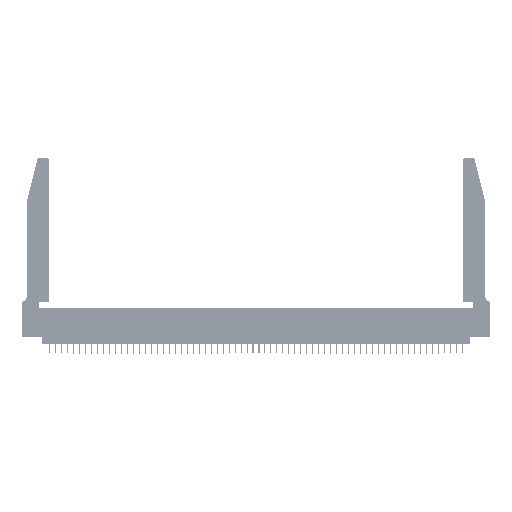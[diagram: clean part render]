
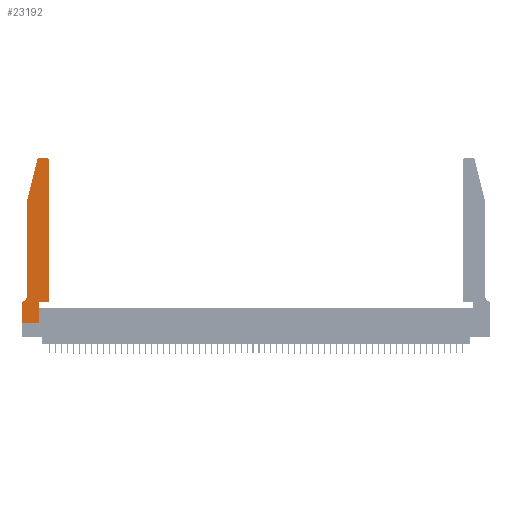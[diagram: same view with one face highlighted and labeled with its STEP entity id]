
A CAD part, top view. The second image highlights one B-rep face of the part: STEP entity #23192.
In plain terms, the highlighted planar face has unit normal (0, 0, 1).
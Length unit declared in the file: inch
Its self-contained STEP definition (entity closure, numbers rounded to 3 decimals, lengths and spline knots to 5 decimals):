
#604 = VERTEX_POINT ( 'NONE', #39728 ) ;
#1134 = CARTESIAN_POINT ( 'NONE',  ( 0.0055, 0.35, 0.37 ) ) ;
#1170 = LINE ( 'NONE', #46957, #45940 ) ;
#1901 = VERTEX_POINT ( 'NONE', #14212 ) ;
#3006 = ORIENTED_EDGE ( 'NONE', *, *, #49017, .T. ) ;
#3100 = VERTEX_POINT ( 'NONE', #3919 ) ;
#3346 = EDGE_CURVE ( 'NONE', #51981, #53354, #50859, .T. ) ;
#3919 = CARTESIAN_POINT ( 'NONE',  ( 0.4505, 2.72, 0.37 ) ) ;
#4126 = VECTOR ( 'NONE', #32458, 39.37008 ) ;
#4390 = CIRCLE ( 'NONE', #48885, 0.03 ) ;
#4930 = CARTESIAN_POINT ( 'NONE',  ( 0.284, 2.75, 0.37 ) ) ;
#4964 = EDGE_CURVE ( 'NONE', #19256, #51981, #1170, .T. ) ;
#5799 = DIRECTION ( 'NONE',  ( 1., 0., 0. ) ) ;
#8343 = CIRCLE ( 'NONE', #16497, 0.07 ) ;
#8535 = ORIENTED_EDGE ( 'NONE', *, *, #51356, .T. ) ;
#9881 = CARTESIAN_POINT ( 'NONE',  ( 0.2865, 0.35, 0.37 ) ) ;
#10770 = VERTEX_POINT ( 'NONE', #52330 ) ;
#11753 = CARTESIAN_POINT ( 'NONE',  ( 0.4205, 2.75, 0.37 ) ) ;
#13050 = VECTOR ( 'NONE', #32884, 39.37008 ) ;
#13739 = LINE ( 'NONE', #15783, #38791 ) ;
#13935 = CIRCLE ( 'NONE', #16158, 0.03 ) ;
#14212 = CARTESIAN_POINT ( 'NONE',  ( 0.25487, 2.72718, 0.37 ) ) ;
#15502 = ORIENTED_EDGE ( 'NONE', *, *, #44568, .T. ) ;
#15686 = ORIENTED_EDGE ( 'NONE', *, *, #27547, .T. ) ;
#15783 = CARTESIAN_POINT ( 'NONE',  ( 0.0755, 2., 0.37 ) ) ;
#16158 = AXIS2_PLACEMENT_3D ( 'NONE', #18548, #40685, #22882 ) ;
#16181 = EDGE_CURVE ( 'NONE', #56095, #19256, #46988, .T. ) ;
#16497 = AXIS2_PLACEMENT_3D ( 'NONE', #54341, #46410, #24791 ) ;
#16570 = VECTOR ( 'NONE', #41139, 39.37008 ) ;
#17114 = CARTESIAN_POINT ( 'NONE',  ( 0., 0., 0.37 ) ) ;
#18097 = DIRECTION ( 'NONE',  ( 0., 1., 0. ) ) ;
#18548 = CARTESIAN_POINT ( 'NONE',  ( 0.4205, 2.72, 0.37 ) ) ;
#18846 = DIRECTION ( 'NONE',  ( 1., 0., 0. ) ) ;
#18894 = CARTESIAN_POINT ( 'NONE',  ( 0., 0.35, 0.37 ) ) ;
#19256 = VERTEX_POINT ( 'NONE', #50473 ) ;
#19486 = LINE ( 'NONE', #43306, #30919 ) ;
#20240 = ORIENTED_EDGE ( 'NONE', *, *, #52987, .T. ) ;
#20957 = DIRECTION ( 'NONE',  ( -1., 0., 0. ) ) ;
#21186 = EDGE_CURVE ( 'NONE', #3100, #33874, #13935, .T. ) ;
#21615 = EDGE_CURVE ( 'NONE', #33874, #37426, #19486, .T. ) ;
#22372 = ORIENTED_EDGE ( 'NONE', *, *, #3346, .T. ) ;
#22882 = DIRECTION ( 'NONE',  ( 1., 0., 0. ) ) ;
#23192 = ADVANCED_FACE ( 'NONE', ( #33259 ), #48092, .T. ) ;
#24791 = DIRECTION ( 'NONE',  ( -1., 0., 0. ) ) ;
#25131 = EDGE_CURVE ( 'NONE', #53354, #40778, #49387, .T. ) ;
#25354 = DIRECTION ( 'NONE',  ( 0., -1., 0. ) ) ;
#27026 = VECTOR ( 'NONE', #49459, 39.37008 ) ;
#27547 = EDGE_CURVE ( 'NONE', #32164, #3100, #45060, .T. ) ;
#27743 = CARTESIAN_POINT ( 'NONE',  ( 0.284, 2.72, 0.37 ) ) ;
#29212 = DIRECTION ( 'NONE',  ( 0., -1., 0. ) ) ;
#29489 = LINE ( 'NONE', #37071, #48495 ) ;
#30314 = AXIS2_PLACEMENT_3D ( 'NONE', #18894, #48834, #5799 ) ;
#30919 = VECTOR ( 'NONE', #20957, 39.37008 ) ;
#31292 = ORIENTED_EDGE ( 'NONE', *, *, #53521, .T. ) ;
#32164 = VERTEX_POINT ( 'NONE', #47526 ) ;
#32458 = DIRECTION ( 'NONE',  ( 1., 0., 0. ) ) ;
#32759 = CARTESIAN_POINT ( 'NONE',  ( 0.4505, 0.35, 0.37 ) ) ;
#32884 = DIRECTION ( 'NONE',  ( -1., 0., 0. ) ) ;
#33259 = FACE_OUTER_BOUND ( 'NONE', #40742, .T. ) ;
#33874 = VERTEX_POINT ( 'NONE', #11753 ) ;
#34017 = ORIENTED_EDGE ( 'NONE', *, *, #4964, .T. ) ;
#37071 = CARTESIAN_POINT ( 'NONE',  ( 0.0755, 2., 0.37 ) ) ;
#37426 = VERTEX_POINT ( 'NONE', #4930 ) ;
#38791 = VECTOR ( 'NONE', #29212, 39.37008 ) ;
#39115 = CARTESIAN_POINT ( 'NONE',  ( 0.2865, 0.35, 0.37 ) ) ;
#39367 = ORIENTED_EDGE ( 'NONE', *, *, #21615, .T. ) ;
#39694 = CARTESIAN_POINT ( 'NONE',  ( 0.2865, 0., 0.37 ) ) ;
#39728 = CARTESIAN_POINT ( 'NONE',  ( 0.0755, 0.42, 0.37 ) ) ;
#40685 = DIRECTION ( 'NONE',  ( 0., 0., 1. ) ) ;
#40742 = EDGE_LOOP ( 'NONE', ( #39367, #31292, #20240, #3006, #15502, #46655, #34017, #22372, #54890, #8535, #15686, #52944 ) ) ;
#40778 = VERTEX_POINT ( 'NONE', #9881 ) ;
#40852 = CARTESIAN_POINT ( 'NONE',  ( 0., 0., 0.37 ) ) ;
#41009 = DIRECTION ( 'NONE',  ( 0., 0., 1. ) ) ;
#41127 = CARTESIAN_POINT ( 'NONE',  ( 0.4505, 0.35, 0.37 ) ) ;
#41139 = DIRECTION ( 'NONE',  ( 0., 1., 0. ) ) ;
#41623 = DIRECTION ( 'NONE',  ( -0.239, -0.971, 0. ) ) ;
#43306 = CARTESIAN_POINT ( 'NONE',  ( 0.2605, 2.75, 0.37 ) ) ;
#44568 = EDGE_CURVE ( 'NONE', #604, #56095, #8343, .T. ) ;
#44630 = LINE ( 'NONE', #41127, #27026 ) ;
#45060 = LINE ( 'NONE', #32759, #16570 ) ;
#45940 = VECTOR ( 'NONE', #25354, 39.37008 ) ;
#46410 = DIRECTION ( 'NONE',  ( 0., 0., -1. ) ) ;
#46655 = ORIENTED_EDGE ( 'NONE', *, *, #16181, .T. ) ;
#46957 = CARTESIAN_POINT ( 'NONE',  ( 0., 0., 0.37 ) ) ;
#46988 = LINE ( 'NONE', #55053, #13050 ) ;
#47526 = CARTESIAN_POINT ( 'NONE',  ( 0.4505, 0.35, 0.37 ) ) ;
#48040 = VECTOR ( 'NONE', #18097, 39.37008 ) ;
#48092 = PLANE ( 'NONE',  #30314 ) ;
#48495 = VECTOR ( 'NONE', #41623, 39.37008 ) ;
#48834 = DIRECTION ( 'NONE',  ( 0., 0., 1. ) ) ;
#48885 = AXIS2_PLACEMENT_3D ( 'NONE', #27743, #41009, #18846 ) ;
#49017 = EDGE_CURVE ( 'NONE', #10770, #604, #13739, .T. ) ;
#49387 = LINE ( 'NONE', #39115, #48040 ) ;
#49459 = DIRECTION ( 'NONE',  ( 1., 0., 0. ) ) ;
#50473 = CARTESIAN_POINT ( 'NONE',  ( 0., 0.35, 0.37 ) ) ;
#50859 = LINE ( 'NONE', #40852, #4126 ) ;
#51356 = EDGE_CURVE ( 'NONE', #40778, #32164, #44630, .T. ) ;
#51981 = VERTEX_POINT ( 'NONE', #17114 ) ;
#52330 = CARTESIAN_POINT ( 'NONE',  ( 0.0755, 2., 0.37 ) ) ;
#52944 = ORIENTED_EDGE ( 'NONE', *, *, #21186, .T. ) ;
#52987 = EDGE_CURVE ( 'NONE', #1901, #10770, #29489, .T. ) ;
#53354 = VERTEX_POINT ( 'NONE', #39694 ) ;
#53521 = EDGE_CURVE ( 'NONE', #37426, #1901, #4390, .T. ) ;
#54341 = CARTESIAN_POINT ( 'NONE',  ( 0.0055, 0.42, 0.37 ) ) ;
#54890 = ORIENTED_EDGE ( 'NONE', *, *, #25131, .T. ) ;
#55053 = CARTESIAN_POINT ( 'NONE',  ( 0.0755, 0.35, 0.37 ) ) ;
#56095 = VERTEX_POINT ( 'NONE', #1134 ) ;
